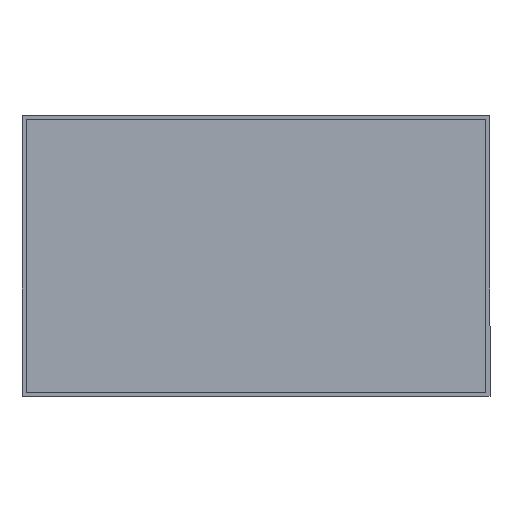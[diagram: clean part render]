
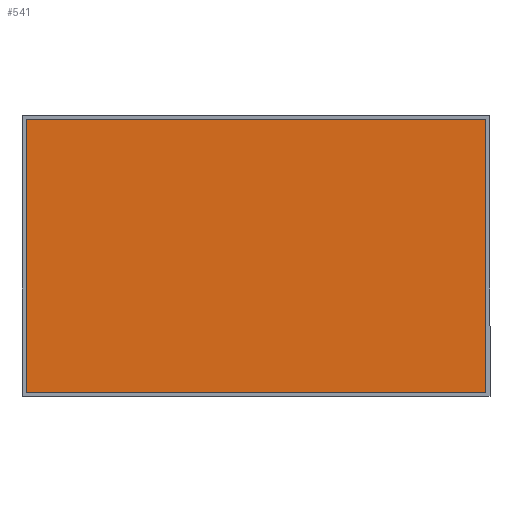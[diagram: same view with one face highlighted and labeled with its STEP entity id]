
A CAD part, top view. The second image highlights one B-rep face of the part: STEP entity #541.
In plain terms, the highlighted planar face has unit normal (0, 0, 1).
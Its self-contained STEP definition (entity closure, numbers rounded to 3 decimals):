
#9 = CARTESIAN_POINT ( 'NONE',  ( 12.27, -7.3, 8.2 ) ) ;
#11 = LINE ( 'NONE', #165, #566 ) ;
#20 = LINE ( 'NONE', #632, #276 ) ;
#25 = EDGE_CURVE ( 'NONE', #237, #468, #20, .T. ) ;
#43 = ORIENTED_EDGE ( 'NONE', *, *, #25, .T. ) ;
#60 = CARTESIAN_POINT ( 'NONE',  ( -12.27, 7.3, 8.2 ) ) ;
#64 = DIRECTION ( 'NONE',  ( 0., -1., 0. ) ) ;
#102 = CARTESIAN_POINT ( 'NONE',  ( -12.27, -7.3, 8.2 ) ) ;
#149 = DIRECTION ( 'NONE',  ( -1., 0., 0. ) ) ;
#157 = CARTESIAN_POINT ( 'NONE',  ( -12.27, -7.3, 8.2 ) ) ;
#159 = EDGE_CURVE ( 'NONE', #468, #289, #11, .T. ) ;
#165 = CARTESIAN_POINT ( 'NONE',  ( 12.27, -7.3, 8.2 ) ) ;
#169 = ORIENTED_EDGE ( 'NONE', *, *, #370, .T. ) ;
#187 = VECTOR ( 'NONE', #458, 1000. ) ;
#197 = CARTESIAN_POINT ( 'NONE',  ( 0., 0., 8.2 ) ) ;
#224 = EDGE_CURVE ( 'NONE', #289, #436, #331, .T. ) ;
#237 = VERTEX_POINT ( 'NONE', #102 ) ;
#254 = ORIENTED_EDGE ( 'NONE', *, *, #159, .T. ) ;
#276 = VECTOR ( 'NONE', #333, 1000. ) ;
#289 = VERTEX_POINT ( 'NONE', #575 ) ;
#301 = FACE_OUTER_BOUND ( 'NONE', #377, .T. ) ;
#304 = ORIENTED_EDGE ( 'NONE', *, *, #224, .T. ) ;
#331 = LINE ( 'NONE', #514, #187 ) ;
#333 = DIRECTION ( 'NONE',  ( 1., 0., 0. ) ) ;
#368 = AXIS2_PLACEMENT_3D ( 'NONE', #197, #502, #149 ) ;
#370 = EDGE_CURVE ( 'NONE', #436, #237, #387, .T. ) ;
#377 = EDGE_LOOP ( 'NONE', ( #169, #43, #254, #304 ) ) ;
#387 = LINE ( 'NONE', #157, #635 ) ;
#436 = VERTEX_POINT ( 'NONE', #60 ) ;
#444 = DIRECTION ( 'NONE',  ( 0., 1., 0. ) ) ;
#458 = DIRECTION ( 'NONE',  ( -1., 0., 0. ) ) ;
#468 = VERTEX_POINT ( 'NONE', #9 ) ;
#502 = DIRECTION ( 'NONE',  ( 0., 0., -1. ) ) ;
#514 = CARTESIAN_POINT ( 'NONE',  ( -12.27, 7.3, 8.2 ) ) ;
#541 = ADVANCED_FACE ( 'NONE', ( #301 ), #550, .F. ) ;
#550 = PLANE ( 'NONE',  #368 ) ;
#566 = VECTOR ( 'NONE', #444, 1000. ) ;
#575 = CARTESIAN_POINT ( 'NONE',  ( 12.27, 7.3, 8.2 ) ) ;
#632 = CARTESIAN_POINT ( 'NONE',  ( -12.27, -7.3, 8.2 ) ) ;
#635 = VECTOR ( 'NONE', #64, 1000. ) ;
